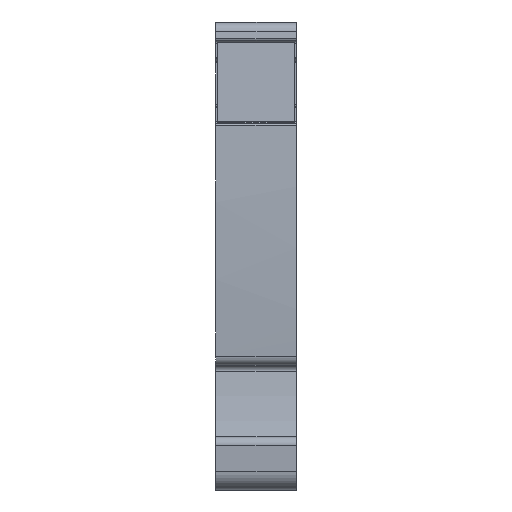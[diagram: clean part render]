
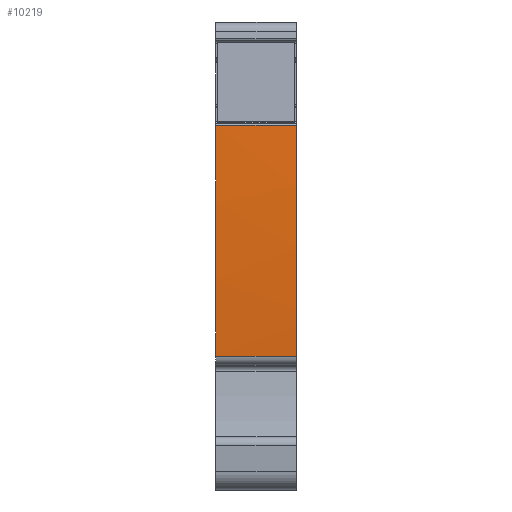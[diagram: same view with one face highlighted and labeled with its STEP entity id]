
A CAD part, front view. The second image highlights one B-rep face of the part: STEP entity #10219.
In plain terms, the highlighted cylindrical face has radius 180 mm (diameter 360 mm), a partial arc.
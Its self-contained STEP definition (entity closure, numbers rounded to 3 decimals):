
#2112=AXIS2_PLACEMENT_3D('Circle Axis2P3D',#2110,#2111,$) ;
#2119=AXIS2_PLACEMENT_3D('Circle Axis2P3D',#2117,#2118,$) ;
#2126=AXIS2_PLACEMENT_3D('Circle Axis2P3D',#2124,#2125,$) ;
#5654=AXIS2_PLACEMENT_3D('Circle Axis2P3D',#5652,#5653,$) ;
#9598=AXIS2_PLACEMENT_3D('Cylinder Axis2P3D',#9595,#9596,#9597) ;
#2107=CARTESIAN_POINT('Vertex',(8.1,1.481,36.509)) ;
#2110=CARTESIAN_POINT('Axis2P3D Location',(8.1,181.129,25.25)) ;
#2114=CARTESIAN_POINT('Vertex',(8.1,1.27,18.106)) ;
#2117=CARTESIAN_POINT('Axis2P3D Location',(8.1,179.083,25.169)) ;
#2121=CARTESIAN_POINT('Vertex',(8.1,1.271,18.099)) ;
#2124=CARTESIAN_POINT('Axis2P3D Location',(8.1,181.129,25.25)) ;
#2128=CARTESIAN_POINT('Vertex',(8.1,1.52,13.384)) ;
#5649=CARTESIAN_POINT('Vertex',(0.,1.52,13.384)) ;
#5652=CARTESIAN_POINT('Axis2P3D Location',(0.,181.129,25.25)) ;
#5656=CARTESIAN_POINT('Vertex',(0.,1.481,36.509)) ;
#9595=CARTESIAN_POINT('Axis2P3D Location',(4.05,181.129,25.25)) ;
#10193=CARTESIAN_POINT('Line Origine',(4.05,1.481,36.509)) ;
#10206=CARTESIAN_POINT('Line Origine',(4.05,1.52,13.384)) ;
#2111=DIRECTION('Axis2P3D Direction',(1.,0.,0.)) ;
#2118=DIRECTION('Axis2P3D Direction',(1.,0.,0.)) ;
#2125=DIRECTION('Axis2P3D Direction',(1.,0.,0.)) ;
#5653=DIRECTION('Axis2P3D Direction',(1.,0.,0.)) ;
#9596=DIRECTION('Axis2P3D Direction',(1.,0.,0.)) ;
#9597=DIRECTION('Axis2P3D XDirection',(0.,-0.993,0.115)) ;
#10194=DIRECTION('Vector Direction',(1.,0.,0.)) ;
#10207=DIRECTION('Vector Direction',(1.,0.,0.)) ;
#10195=VECTOR('Line Direction',#10194,1.) ;
#10208=VECTOR('Line Direction',#10207,1.) ;
#10212=ORIENTED_EDGE('',*,*,#2123,.F.) ;
#10213=ORIENTED_EDGE('',*,*,#2116,.F.) ;
#10214=ORIENTED_EDGE('',*,*,#10197,.F.) ;
#10215=ORIENTED_EDGE('',*,*,#5658,.T.) ;
#10216=ORIENTED_EDGE('',*,*,#10210,.T.) ;
#10217=ORIENTED_EDGE('',*,*,#2130,.F.) ;
#10219=ADVANCED_FACE('MLD',(#10218),#9599,.T.) ;
#2113=CIRCLE('generated circle',#2112,180.) ;
#2120=CIRCLE('generated circle',#2119,177.953) ;
#2127=CIRCLE('generated circle',#2126,180.) ;
#5655=CIRCLE('generated circle',#5654,180.) ;
#9599=CYLINDRICAL_SURFACE('generated cylinder',#9598,180.) ;
#2116=EDGE_CURVE('',#2108,#2115,#2113,.T.) ;
#2123=EDGE_CURVE('',#2115,#2122,#2120,.T.) ;
#2130=EDGE_CURVE('',#2122,#2129,#2127,.T.) ;
#5658=EDGE_CURVE('',#5657,#5650,#5655,.T.) ;
#10197=EDGE_CURVE('',#5657,#2108,#10196,.T.) ;
#10210=EDGE_CURVE('',#5650,#2129,#10209,.T.) ;
#10211=EDGE_LOOP('',(#10212,#10213,#10214,#10215,#10216,#10217)) ;
#10218=FACE_OUTER_BOUND('',#10211,.T.) ;
#10196=LINE('Line',#10193,#10195) ;
#10209=LINE('Line',#10206,#10208) ;
#2108=VERTEX_POINT('',#2107) ;
#2115=VERTEX_POINT('',#2114) ;
#2122=VERTEX_POINT('',#2121) ;
#2129=VERTEX_POINT('',#2128) ;
#5650=VERTEX_POINT('',#5649) ;
#5657=VERTEX_POINT('',#5656) ;
